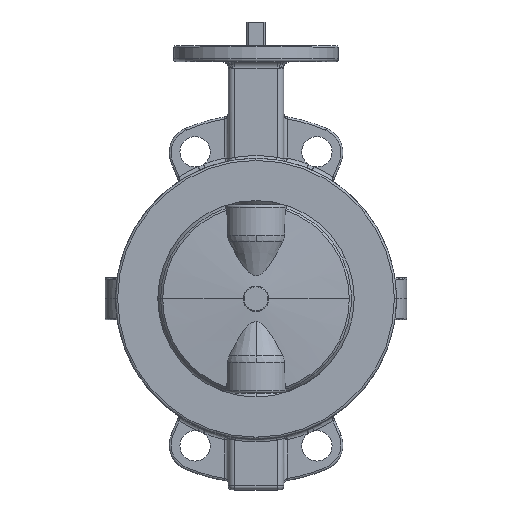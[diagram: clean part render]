
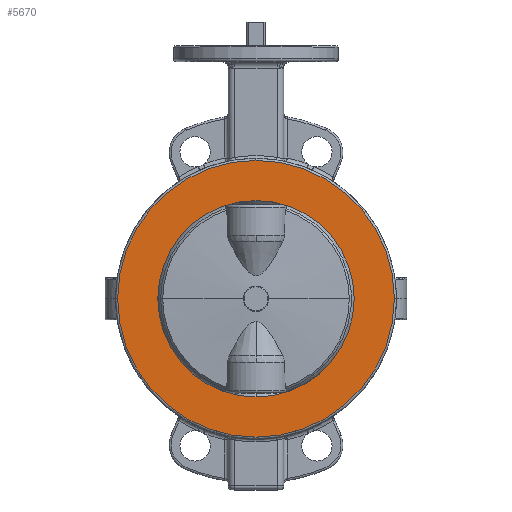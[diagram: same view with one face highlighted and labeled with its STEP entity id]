
A CAD part, top view. The second image highlights one B-rep face of the part: STEP entity #5670.
In plain terms, the highlighted planar face has unit normal (0, 0, 1).
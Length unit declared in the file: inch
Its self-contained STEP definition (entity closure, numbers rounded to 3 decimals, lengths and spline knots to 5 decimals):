
#103 = ORIENTED_EDGE ( 'NONE', *, *, #4325, .F. ) ;
#3734 = VERTEX_POINT ( 'NONE', #7733 ) ;
#4132 = DIRECTION ( 'NONE',  ( 0., 1., 0. ) ) ;
#4325 = EDGE_CURVE ( 'NONE', #18388, #28441, #22386, .T. ) ;
#4396 = CARTESIAN_POINT ( 'NONE',  ( 5.20327, 10.99661, 6.30563 ) ) ;
#5168 = CARTESIAN_POINT ( 'NONE',  ( 5.20327, 8.06353, 6.30563 ) ) ;
#5511 = AXIS2_PLACEMENT_3D ( 'NONE', #25818, #21019, #28158 ) ;
#5670 = ADVANCED_FACE ( 'NONE', ( #23919, #12094 ), #13854, .T. ) ;
#6794 = CARTESIAN_POINT ( 'NONE',  ( 5.20327, 5.13046, 6.30563 ) ) ;
#6913 = EDGE_CURVE ( 'NONE', #3734, #10759, #30148, .T. ) ;
#7028 = CIRCLE ( 'NONE', #16512, 4.13386 ) ;
#7733 = CARTESIAN_POINT ( 'NONE',  ( 5.20327, 12.19739, 6.30563 ) ) ;
#9140 = CARTESIAN_POINT ( 'NONE',  ( 5.20327, 8.06353, 6.30563 ) ) ;
#9753 = ORIENTED_EDGE ( 'NONE', *, *, #15955, .T. ) ;
#10759 = VERTEX_POINT ( 'NONE', #19656 ) ;
#11590 = EDGE_LOOP ( 'NONE', ( #9753, #15929 ) ) ;
#12094 = FACE_BOUND ( 'NONE', #13197, .T. ) ;
#13197 = EDGE_LOOP ( 'NONE', ( #25162, #103 ) ) ;
#13854 = PLANE ( 'NONE',  #23101 ) ;
#13927 = AXIS2_PLACEMENT_3D ( 'NONE', #28012, #25688, #21178 ) ;
#15737 = AXIS2_PLACEMENT_3D ( 'NONE', #27815, #25490, #20516 ) ;
#15929 = ORIENTED_EDGE ( 'NONE', *, *, #6913, .T. ) ;
#15951 = EDGE_CURVE ( 'NONE', #28441, #18388, #18514, .T. ) ;
#15955 = EDGE_CURVE ( 'NONE', #10759, #3734, #7028, .T. ) ;
#16512 = AXIS2_PLACEMENT_3D ( 'NONE', #9140, #18660, #4132 ) ;
#16908 = DIRECTION ( 'NONE',  ( 0., 0., 1. ) ) ;
#18388 = VERTEX_POINT ( 'NONE', #4396 ) ;
#18514 = CIRCLE ( 'NONE', #5511, 2.93307 ) ;
#18660 = DIRECTION ( 'NONE',  ( 0., 0., 1. ) ) ;
#19656 = CARTESIAN_POINT ( 'NONE',  ( 5.20327, 3.92968, 6.30563 ) ) ;
#20516 = DIRECTION ( 'NONE',  ( 0., 1., 0. ) ) ;
#21019 = DIRECTION ( 'NONE',  ( 0., 0., 1. ) ) ;
#21178 = DIRECTION ( 'NONE',  ( 0., 1., 0. ) ) ;
#22386 = CIRCLE ( 'NONE', #13927, 2.93307 ) ;
#23101 = AXIS2_PLACEMENT_3D ( 'NONE', #5168, #16908, #25838 ) ;
#23919 = FACE_OUTER_BOUND ( 'NONE', #11590, .T. ) ;
#25162 = ORIENTED_EDGE ( 'NONE', *, *, #15951, .F. ) ;
#25490 = DIRECTION ( 'NONE',  ( 0., 0., 1. ) ) ;
#25688 = DIRECTION ( 'NONE',  ( 0., 0., 1. ) ) ;
#25818 = CARTESIAN_POINT ( 'NONE',  ( 5.20327, 8.06353, 6.30563 ) ) ;
#25838 = DIRECTION ( 'NONE',  ( 0., 1., 0. ) ) ;
#27815 = CARTESIAN_POINT ( 'NONE',  ( 5.20327, 8.06353, 6.30563 ) ) ;
#28012 = CARTESIAN_POINT ( 'NONE',  ( 5.20327, 8.06353, 6.30563 ) ) ;
#28158 = DIRECTION ( 'NONE',  ( 0., 1., 0. ) ) ;
#28441 = VERTEX_POINT ( 'NONE', #6794 ) ;
#30148 = CIRCLE ( 'NONE', #15737, 4.13386 ) ;
